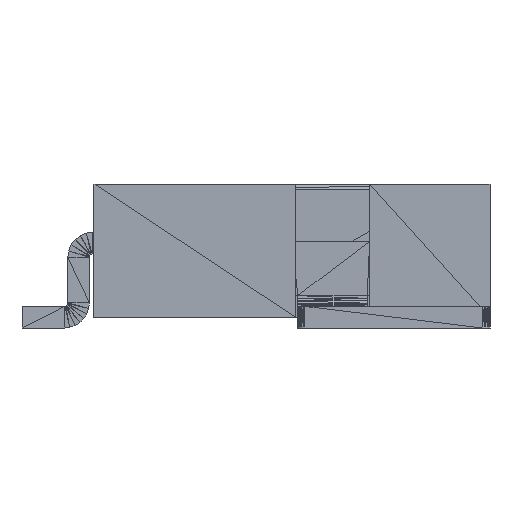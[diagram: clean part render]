
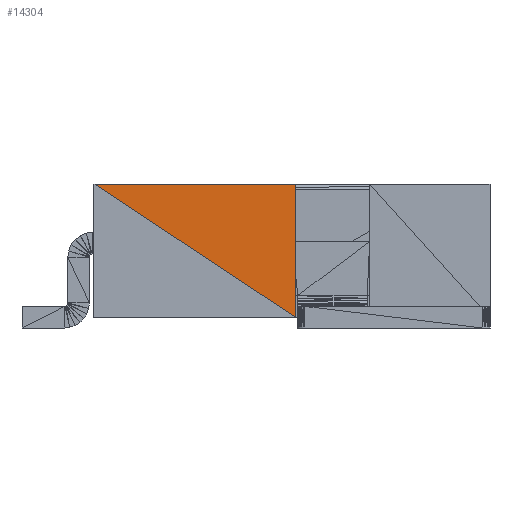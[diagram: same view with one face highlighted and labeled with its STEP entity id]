
A CAD part, left-side view. The second image highlights one B-rep face of the part: STEP entity #14304.
In plain terms, the highlighted planar face has unit normal (-1, 0, 0).
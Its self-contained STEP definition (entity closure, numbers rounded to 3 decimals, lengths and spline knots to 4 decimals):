
#14304 = ADVANCED_FACE('',(#14305),#14331,.T.);
#14305 = FACE_BOUND('',#14306,.T.);
#14306 = EDGE_LOOP('',(#14307,#14317,#14325));
#14307 = ORIENTED_EDGE('',*,*,#14308,.T.);
#14308 = EDGE_CURVE('',#14309,#14311,#14313,.T.);
#14309 = VERTEX_POINT('',#14310);
#14310 = CARTESIAN_POINT('',(-3.825,-0.05,0.925));
#14311 = VERTEX_POINT('',#14312);
#14312 = CARTESIAN_POINT('',(-3.825,2.75,0.925));
#14313 = LINE('',#14314,#14315);
#14314 = CARTESIAN_POINT('',(-3.825,-0.05,0.925));
#14315 = VECTOR('',#14316,1.);
#14316 = DIRECTION('',(0.,1.,0.));
#14317 = ORIENTED_EDGE('',*,*,#14318,.T.);
#14318 = EDGE_CURVE('',#14311,#14319,#14321,.T.);
#14319 = VERTEX_POINT('',#14320);
#14320 = CARTESIAN_POINT('',(-3.825,-0.05,-0.925));
#14321 = LINE('',#14322,#14323);
#14322 = CARTESIAN_POINT('',(-3.825,2.75,0.925));
#14323 = VECTOR('',#14324,1.);
#14324 = DIRECTION('',(0.,-0.834,-0.551));
#14325 = ORIENTED_EDGE('',*,*,#14326,.T.);
#14326 = EDGE_CURVE('',#14319,#14309,#14327,.T.);
#14327 = LINE('',#14328,#14329);
#14328 = CARTESIAN_POINT('',(-3.825,-0.05,-0.925));
#14329 = VECTOR('',#14330,1.);
#14330 = DIRECTION('',(0.,0.,1.));
#14331 = PLANE('',#14332);
#14332 = AXIS2_PLACEMENT_3D('',#14333,#14334,#14335);
#14333 = CARTESIAN_POINT('',(-3.825,-0.05,0.925));
#14334 = DIRECTION('',(-1.,0.,0.));
#14335 = DIRECTION('',(0.,0.,-1.));
